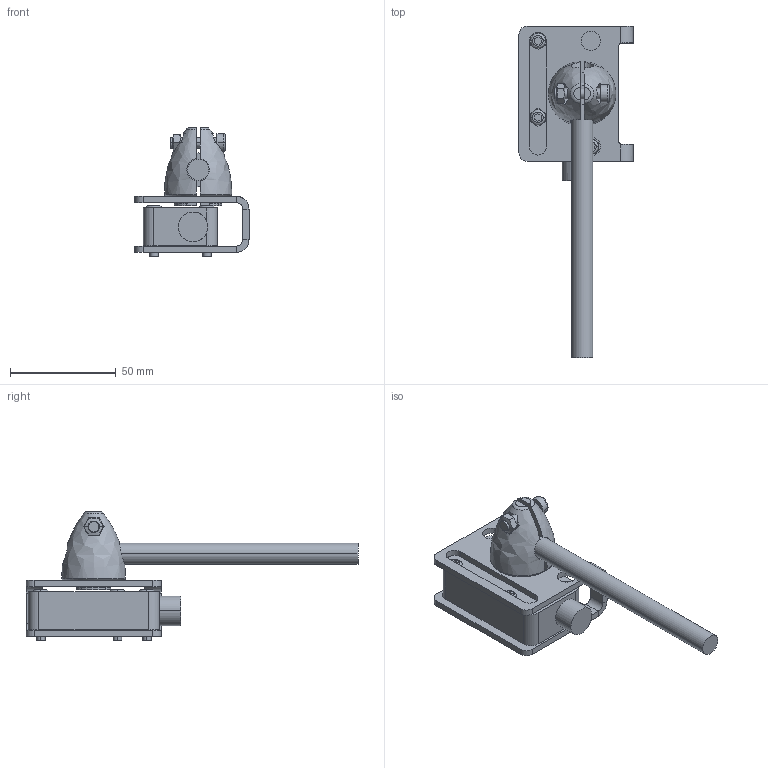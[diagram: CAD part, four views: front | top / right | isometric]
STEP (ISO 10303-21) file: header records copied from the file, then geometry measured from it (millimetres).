
FILE_DESCRIPTION((''),'2;1');
FILE_NAME('07B6E1_SCHR','2009-02-12T',('cludewig'),(''),'PRO/ENGINEER BY PARAMETRIC TECHNOLOGY CORPORATION, 2006300','PRO/ENGINEER BY PARAMETRIC TECHNOLOGY CORPORATION, 2006300','');
FILE_SCHEMA(('CONFIG_CONTROL_DESIGN'));
Length unit declared in the file: millimetre
Products named in the file (1): 07B6E1_SCHR
Bounding box: 54 x 157 x 61 mm (x, y, z)
Volume: 80631.9 mm3; surface area: 34870.6 mm2
Topology: 3 solids, 3 shells, 291 faces, 740 edges, 484 vertices
Faces by surface type: plane 179, cylinder 88, torus 14, cone 8, bspline 2
Entity records: 9251 total; most frequent: CARTESIAN_POINT 1979, DIRECTION 1527, ORIENTED_EDGE 1474, EDGE_CURVE 737, AXIS2_PLACEMENT_3D 531, VERTEX_POINT 478, VECTOR 465, LINE 465
